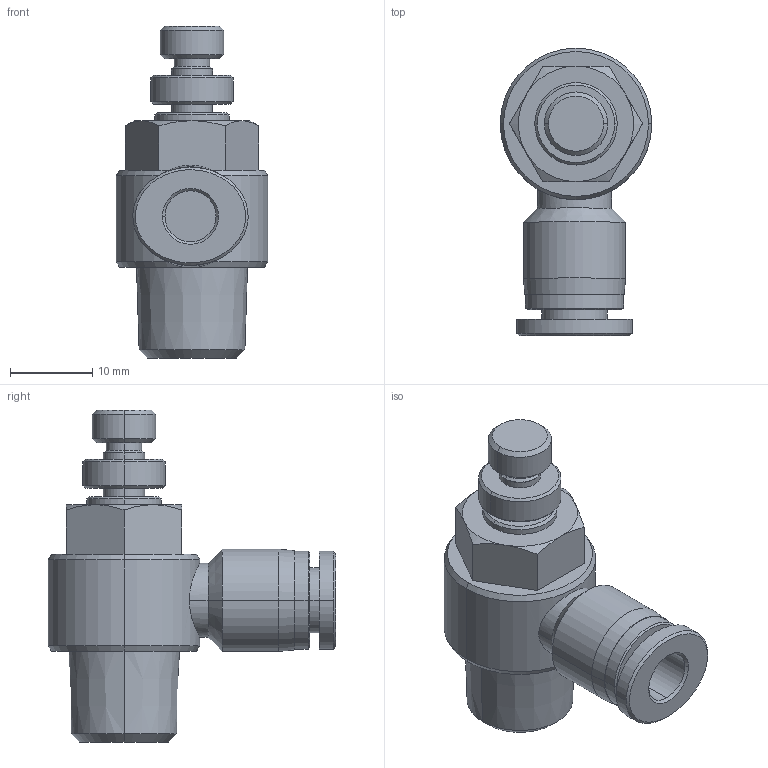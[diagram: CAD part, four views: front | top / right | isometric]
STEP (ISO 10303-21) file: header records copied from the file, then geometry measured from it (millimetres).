
FILE_DESCRIPTION((''),'2;1');
FILE_NAME('NSE0602-MDT.stp','2017-07-22T08:51:05',(''),(''),'Mechanical Desktop 2009','Mechanical Desktop 2009',', , ');
FILE_SCHEMA(('CONFIG_CONTROL_DESIGN'));
Length unit declared in the file: millimetre
Products named in the file (7): NSE0602-MDTA; NSE0602-MDT; NEEDLE-01; COLLAR-04L; R01; R02; COLLAR-06L
Assembly tree (7 placements, depth 3):
  NSE0602-MDTA
    NSE0602-MDT
    NEEDLE-01  x2
      COLLAR-04L
      R01
    R02
    COLLAR-06L
Bounding box: 18.4 x 34.9 x 40.3 mm (x, y, z)
Volume: 7468 mm3; surface area: 3484 mm2
Topology: 1 solids, 1 shells, 82 faces, 169 edges, 102 vertices
Faces by surface type: cone 34, cylinder 24, plane 21, bspline 3
Entity records: 2663 total; most frequent: CARTESIAN_POINT 734, DIRECTION 410, ORIENTED_EDGE 338, AXIS2_PLACEMENT_3D 172, EDGE_CURVE 169, VERTEX_POINT 102, EDGE_LOOP 95, CIRCLE 83
